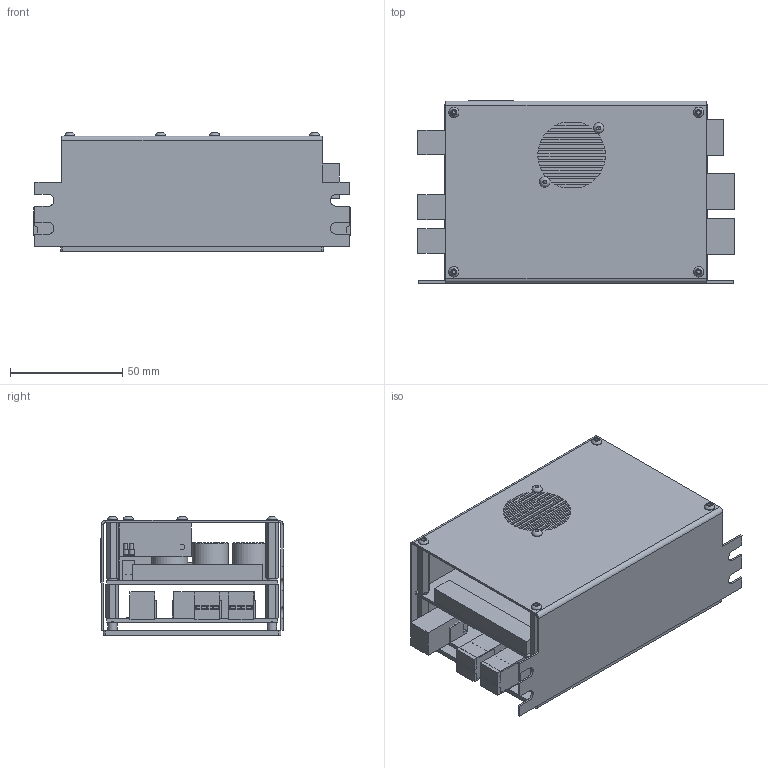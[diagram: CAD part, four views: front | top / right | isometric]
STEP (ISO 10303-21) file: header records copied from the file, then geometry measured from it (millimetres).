
FILE_DESCRIPTION(/* description */ (''),/* implementation_level */ '2;1');
FILE_NAME(/* name */ '60081045.stp',/* time_stamp */ '2025-10-29T10:31:14+01:00',/* author */ ('rmorof'),/* organization */ (''),/* preprocessor_version */ 'ST-DEVELOPER v20',/* originating_system */ 'Autodesk Inventor 2024',/* authorisation */ '');
FILE_SCHEMA (('AUTOMOTIVE_DESIGN { 1 0 10303 214 3 1 1 }'));
Products named in the file (1): 60076045
Bounding box: 140.7 x 81.2 x 52.8 mm (x, y, z)
Volume: 141213.3 mm3; surface area: 142903.1 mm2
Topology: 45 solids, 45 shells, 6641 faces, 18822 edges, 12102 vertices
Faces by surface type: plane 5317, cylinder 964, cone 176, bspline 145, torus 33, sphere 6
Full cylindrical faces by diameter (mm): 0.8 x2, 1.1 x6, 1.3 x14, 1.75 x2, 1.8 x24, 1.9 x2, 2 x2, 2.013 x6, 2.05 x4, 2.2 x2, 2.5 x16, 2.6 x4, 3 x4, 3.1 x8, 3.76 x4, 4.11 x4, 4.2 x4, 4.3 x4, 4.6 x2, 16 x3
Entity records: 214588 total; most frequent: CARTESIAN_POINT 40809, ORIENTED_EDGE 37656, DIRECTION 33620, EDGE_CURVE 18828, LINE 15808, VECTOR 15808, VERTEX_POINT 12102, AXIS2_PLACEMENT_3D 8906
